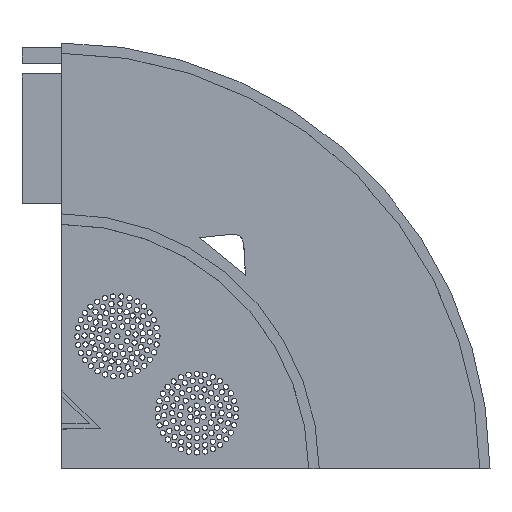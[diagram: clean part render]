
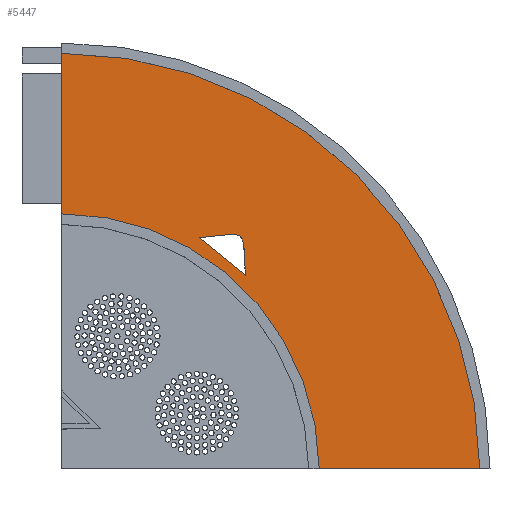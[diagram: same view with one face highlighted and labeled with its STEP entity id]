
A CAD part, top view. The second image highlights one B-rep face of the part: STEP entity #5447.
In plain terms, the highlighted planar face has unit normal (0, 0, 1).
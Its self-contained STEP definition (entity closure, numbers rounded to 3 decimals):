
#216=FACE_BOUND('',#1703,.T.);
#813=CIRCLE('',#6107,97.199);
#814=CIRCLE('',#6109,157.784);
#1015=(
BOUNDED_CURVE()
B_SPLINE_CURVE(2,(#8109,#8110,#8111),.UNSPECIFIED.,.F.,.F.)
B_SPLINE_CURVE_WITH_KNOTS((3,3),(-3.025,0.),.UNSPECIFIED.)
CURVE()
GEOMETRIC_REPRESENTATION_ITEM()
RATIONAL_B_SPLINE_CURVE((1.,4.104,1.))
REPRESENTATION_ITEM('')
);
#1256=FACE_OUTER_BOUND('',#1702,.T.);
#1702=EDGE_LOOP('',(#4904,#4905,#4906,#4907));
#1703=EDGE_LOOP('',(#4908,#4909));
#1959=LINE('',#8115,#2272);
#2182=LINE('',#9345,#2495);
#2204=LINE('',#9412,#2517);
#2272=VECTOR('',#6213,10.);
#2495=VECTOR('',#7628,10.);
#2517=VECTOR('',#7694,10.);
#2568=VERTEX_POINT('',#8106);
#2569=VERTEX_POINT('',#8108);
#2979=VERTEX_POINT('',#9342);
#2980=VERTEX_POINT('',#9344);
#3002=VERTEX_POINT('',#9407);
#3003=VERTEX_POINT('',#9411);
#3062=EDGE_CURVE('',#2569,#2568,#1015,.T.);
#3065=EDGE_CURVE('',#2568,#2569,#1959,.T.);
#3678=EDGE_CURVE('',#2980,#2979,#2182,.T.);
#3710=EDGE_CURVE('',#3002,#2980,#813,.T.);
#3711=EDGE_CURVE('',#3003,#3002,#2204,.T.);
#3712=EDGE_CURVE('',#2979,#3003,#814,.T.);
#4904=ORIENTED_EDGE('',*,*,#3711,.T.);
#4905=ORIENTED_EDGE('',*,*,#3710,.T.);
#4906=ORIENTED_EDGE('',*,*,#3678,.T.);
#4907=ORIENTED_EDGE('',*,*,#3712,.T.);
#4908=ORIENTED_EDGE('',*,*,#3065,.T.);
#4909=ORIENTED_EDGE('',*,*,#3062,.T.);
#5201=PLANE('',#6108);
#5447=ADVANCED_FACE('',(#1256,#216),#5201,.T.);
#6107=AXIS2_PLACEMENT_3D('',#9409,#7690,#7691);
#6108=AXIS2_PLACEMENT_3D('',#9410,#7692,#7693);
#6109=AXIS2_PLACEMENT_3D('',#9413,#7695,#7696);
#6213=DIRECTION('',(-0.776,0.631,0.));
#7628=DIRECTION('',(1.,0.,0.));
#7690=DIRECTION('center_axis',(0.,0.,-1.));
#7691=DIRECTION('ref_axis',(-1.,0.,0.));
#7692=DIRECTION('center_axis',(0.,0.,1.));
#7693=DIRECTION('ref_axis',(1.,0.,0.));
#7694=DIRECTION('',(0.,-1.,0.));
#7695=DIRECTION('center_axis',(0.,0.,1.));
#7696=DIRECTION('ref_axis',(-1.,0.,0.));
#8106=CARTESIAN_POINT('',(68.296,75.06,5.));
#8108=CARTESIAN_POINT('',(50.863,89.223,5.));
#8109=CARTESIAN_POINT('Ctrl Pts',(50.863,89.223,5.));
#8110=CARTESIAN_POINT('Ctrl Pts',(67.994,91.534,5.));
#8111=CARTESIAN_POINT('Ctrl Pts',(68.296,75.06,5.));
#8115=CARTESIAN_POINT('',(65.856,77.043,5.));
#9342=CARTESIAN_POINT('',(156.781,2.,5.));
#9344=CARTESIAN_POINT('',(96.194,2.,5.));
#9345=CARTESIAN_POINT('',(100.489,2.,5.));
#9407=CARTESIAN_POINT('',(-1.,98.199,5.));
#9409=CARTESIAN_POINT('Origin',(-1.,1.,5.));
#9410=CARTESIAN_POINT('Origin',(39.937,50.124,5.));
#9411=CARTESIAN_POINT('',(-1.,158.784,5.));
#9412=CARTESIAN_POINT('',(-1.,72.181,5.));
#9413=CARTESIAN_POINT('Origin',(-1.,1.,5.));
